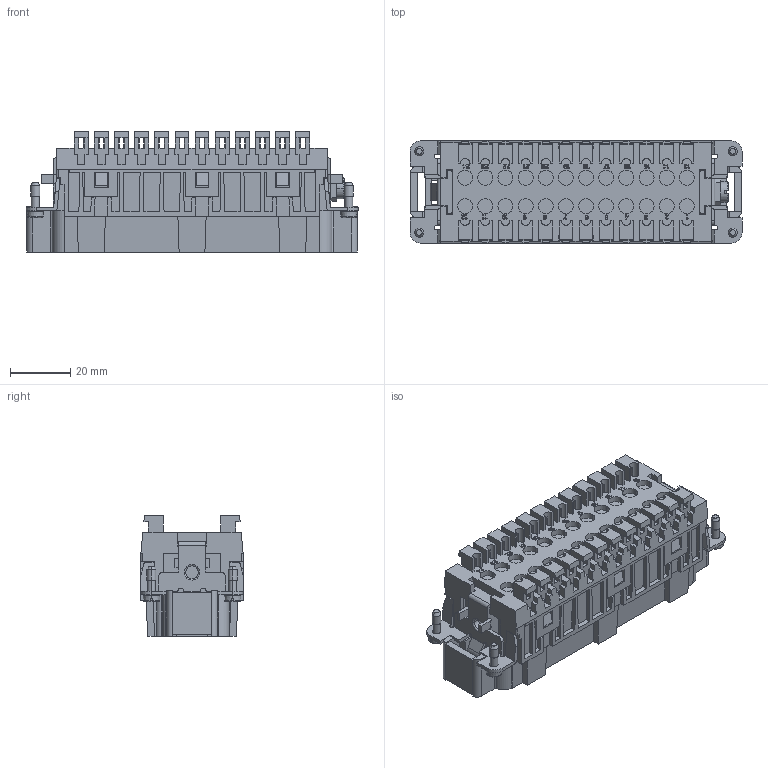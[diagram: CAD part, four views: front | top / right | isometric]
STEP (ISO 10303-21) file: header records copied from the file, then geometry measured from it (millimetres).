
FILE_DESCRIPTION(('Creo Elements/Direct Modeling STEP Export'),'2;1');
FILE_NAME('0ln7uvk45282enp2556','2016-10-04T16:09:53',(''),(''),'PTC Creo Elements/Direct Modeling STEP processor for AP214 (Solid Model)','PTC Creo Elements/Direct Modeling 19.0E 27-Jun-2016 (C) Parametric Technology GmbH','');
FILE_SCHEMA(('AUTOMOTIVE_DESIGN { 1 0 10303 214 1 1 1 1 }'));
Products named in the file (2): CSHM_24
Assembly tree (1 placements, depth 2):
  CSHM_24
    CSHM_24
Bounding box: 110.4 x 34 x 40.1 mm (x, y, z)
Volume: 71395.2 mm3; surface area: 38415.7 mm2
Topology: 1 solids, 15 shells, 2421 faces, 9523 edges, 7179 vertices
Faces by surface type: plane 1621, cylinder 480, cone 162, torus 110, sphere 48
Entity records: 120509 total; most frequent: CARTESIAN_POINT 22062, ORIENTED_EDGE 18958, DIRECTION 13947, EDGE_CURVE 9475, VECTOR 7455, LINE 7455, VERTEX_POINT 7179, AXIS2_PLACEMENT_3D 3246
